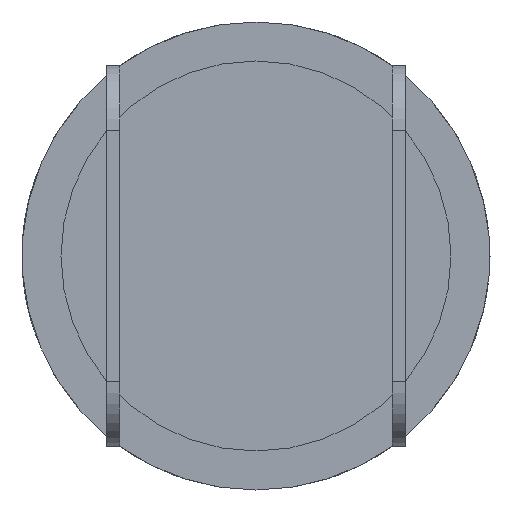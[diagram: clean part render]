
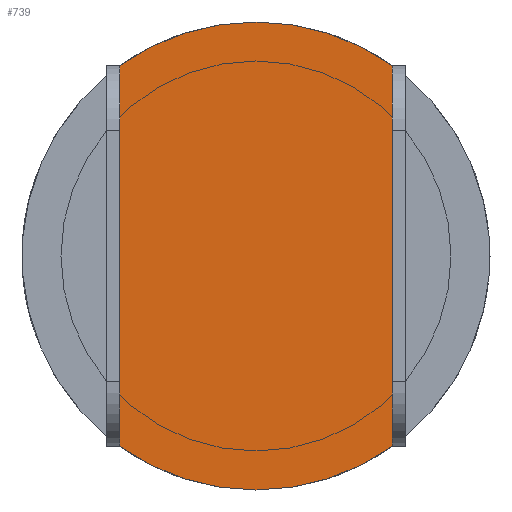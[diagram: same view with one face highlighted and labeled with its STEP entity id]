
A CAD part, front view. The second image highlights one B-rep face of the part: STEP entity #739.
In plain terms, the highlighted planar face has unit normal (0, -1, 0).
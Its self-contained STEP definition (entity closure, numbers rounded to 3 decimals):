
#19=PLANE('',#799);
#55=CIRCLE('',#779,36.);
#57=CIRCLE('',#781,36.);
#61=CIRCLE('',#785,36.);
#90=FACE_OUTER_BOUND('',#138,.T.);
#138=EDGE_LOOP('',(#615,#616,#617,#618,#619));
#185=LINE('',#1694,#232);
#186=LINE('',#1695,#233);
#232=VECTOR('',#907,1000.);
#233=VECTOR('',#908,1000.);
#323=VERTEX_POINT('',#1367);
#324=VERTEX_POINT('',#1368);
#326=VERTEX_POINT('',#1373);
#329=VERTEX_POINT('',#1379);
#330=VERTEX_POINT('',#1381);
#405=EDGE_CURVE('',#323,#324,#55,.F.);
#408=EDGE_CURVE('',#324,#326,#57,.F.);
#412=EDGE_CURVE('',#329,#330,#61,.F.);
#451=EDGE_CURVE('',#330,#323,#185,.T.);
#452=EDGE_CURVE('',#326,#329,#186,.T.);
#615=ORIENTED_EDGE('',*,*,#451,.F.);
#616=ORIENTED_EDGE('',*,*,#412,.F.);
#617=ORIENTED_EDGE('',*,*,#452,.F.);
#618=ORIENTED_EDGE('',*,*,#408,.F.);
#619=ORIENTED_EDGE('',*,*,#405,.F.);
#739=ADVANCED_FACE('',(#90),#19,.F.);
#779=AXIS2_PLACEMENT_3D('',#1369,#846,#847);
#781=AXIS2_PLACEMENT_3D('',#1374,#851,#852);
#785=AXIS2_PLACEMENT_3D('',#1382,#859,#860);
#799=AXIS2_PLACEMENT_3D('',#1693,#905,#906);
#846=DIRECTION('center_axis',(0.,-1.,0.));
#847=DIRECTION('ref_axis',(0.,0.,-1.));
#851=DIRECTION('center_axis',(0.,-1.,0.));
#852=DIRECTION('ref_axis',(0.,0.,-1.));
#859=DIRECTION('center_axis',(0.,-1.,0.));
#860=DIRECTION('ref_axis',(0.,0.,-1.));
#905=DIRECTION('center_axis',(0.,1.,0.));
#906=DIRECTION('ref_axis',(0.,0.,1.));
#907=DIRECTION('',(0.,0.,1.));
#908=DIRECTION('',(0.,0.,-1.));
#1367=CARTESIAN_POINT('',(-20.975,0.,29.258));
#1368=CARTESIAN_POINT('',(0.,0.,36.));
#1369=CARTESIAN_POINT('Origin',(0.,0.,0.));
#1373=CARTESIAN_POINT('',(20.975,0.,29.258));
#1374=CARTESIAN_POINT('Origin',(0.,0.,0.));
#1379=CARTESIAN_POINT('',(20.975,0.,-29.258));
#1381=CARTESIAN_POINT('',(-20.975,0.,-29.258));
#1382=CARTESIAN_POINT('Origin',(0.,0.,0.));
#1693=CARTESIAN_POINT('Origin',(0.,0.,0.));
#1694=CARTESIAN_POINT('',(-20.975,0.,29.329));
#1695=CARTESIAN_POINT('',(20.975,0.,29.329));
